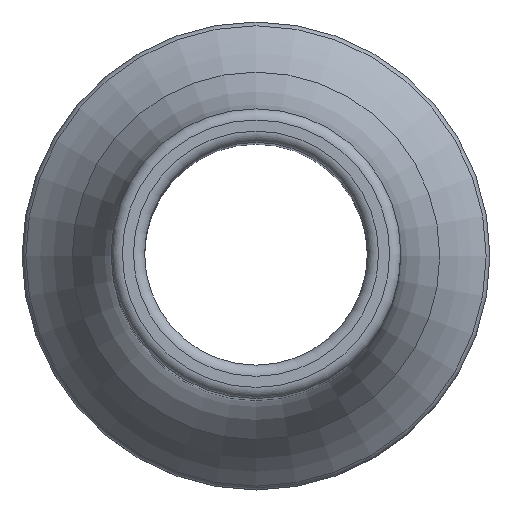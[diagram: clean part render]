
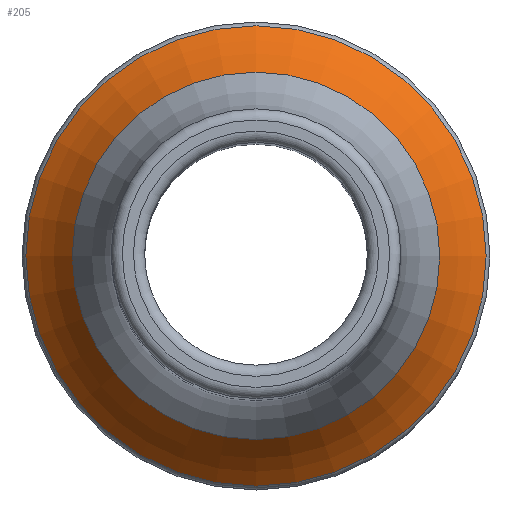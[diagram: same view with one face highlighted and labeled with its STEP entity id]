
A CAD part, top view. The second image highlights one B-rep face of the part: STEP entity #205.
In plain terms, the highlighted toroidal (fillet/blend) face has major radius 1.786 mm and minor radius 1.143 mm.
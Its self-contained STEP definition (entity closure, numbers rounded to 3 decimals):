
#34=FACE_BOUND('',#81,.T.);
#50=FACE_OUTER_BOUND('',#80,.T.);
#80=EDGE_LOOP('',(#160));
#81=EDGE_LOOP('',(#161));
#88=CIRCLE('',#216,0.825);
#99=CIRCLE('',#238,1.033);
#104=VERTEX_POINT('',#319);
#115=VERTEX_POINT('',#352);
#120=EDGE_CURVE('',#104,#104,#88,.T.);
#131=EDGE_CURVE('',#115,#115,#99,.T.);
#160=ORIENTED_EDGE('',*,*,#120,.F.);
#161=ORIENTED_EDGE('',*,*,#131,.F.);
#172=TOROIDAL_SURFACE('',#239,1.786,1.143);
#205=ADVANCED_FACE('',(#50,#34),#172,.F.);
#216=AXIS2_PLACEMENT_3D('',#320,#257,#258);
#238=AXIS2_PLACEMENT_3D('',#353,#301,#302);
#239=AXIS2_PLACEMENT_3D('',#354,#303,#304);
#257=DIRECTION('center_axis',(0.,0.,1.));
#258=DIRECTION('ref_axis',(-1.,0.,0.));
#301=DIRECTION('center_axis',(0.,0.,-1.));
#302=DIRECTION('ref_axis',(-1.,0.,0.));
#303=DIRECTION('center_axis',(0.,0.,1.));
#304=DIRECTION('ref_axis',(1.,0.,0.));
#319=CARTESIAN_POINT('',(0.825,0.,-5.494));
#320=CARTESIAN_POINT('Origin',(0.,0.,-5.494));
#352=CARTESIAN_POINT('',(1.033,0.,-5.735));
#353=CARTESIAN_POINT('Origin',(0.,0.,-5.735));
#354=CARTESIAN_POINT('Origin',(0.,0.,-4.876));
